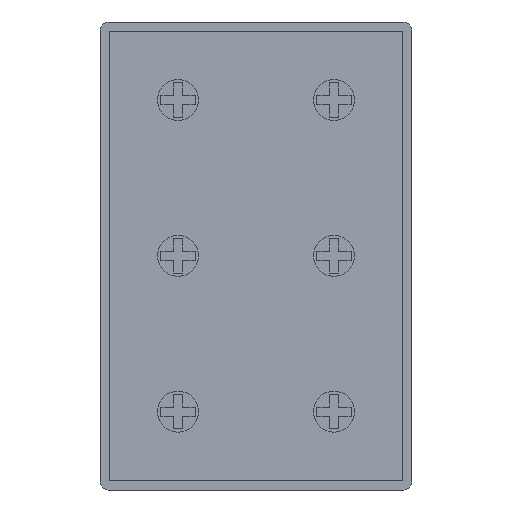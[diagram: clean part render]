
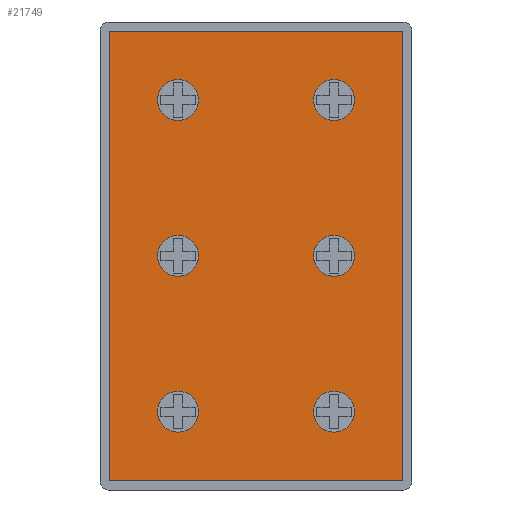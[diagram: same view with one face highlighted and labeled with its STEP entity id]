
A CAD part, front view. The second image highlights one B-rep face of the part: STEP entity #21749.
In plain terms, the highlighted planar face has unit normal (0, -1, 0).
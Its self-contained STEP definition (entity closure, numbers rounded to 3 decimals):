
#3044=FACE_BOUND('',#4375,.T.);
#3045=FACE_BOUND('',#4376,.T.);
#3046=FACE_BOUND('',#4377,.T.);
#3047=FACE_BOUND('',#4378,.T.);
#3048=FACE_BOUND('',#4379,.T.);
#3049=FACE_BOUND('',#4380,.T.);
#3089=CIRCLE('',#22984,2.5);
#3091=CIRCLE('',#22994,2.5);
#3092=CIRCLE('',#22995,2.5);
#3093=CIRCLE('',#22996,2.5);
#3094=CIRCLE('',#22997,2.5);
#3095=CIRCLE('',#22998,2.5);
#3145=FACE_OUTER_BOUND('',#4374,.T.);
#4374=EDGE_LOOP('',(#14542,#14543,#14544,#14545));
#4375=EDGE_LOOP('',(#14546));
#4376=EDGE_LOOP('',(#14547));
#4377=EDGE_LOOP('',(#14548));
#4378=EDGE_LOOP('',(#14549));
#4379=EDGE_LOOP('',(#14550));
#4380=EDGE_LOOP('',(#14551));
#5670=LINE('',#25290,#7154);
#5671=LINE('',#25292,#7155);
#5672=LINE('',#25294,#7156);
#5673=LINE('',#25295,#7157);
#7154=VECTOR('',#23298,10.);
#7155=VECTOR('',#23299,10.);
#7156=VECTOR('',#23300,10.);
#7157=VECTOR('',#23301,10.);
#8615=VERTEX_POINT('',#25248);
#8627=VERTEX_POINT('',#25288);
#8628=VERTEX_POINT('',#25289);
#8629=VERTEX_POINT('',#25291);
#8630=VERTEX_POINT('',#25293);
#8631=VERTEX_POINT('',#25296);
#8632=VERTEX_POINT('',#25298);
#8633=VERTEX_POINT('',#25300);
#8634=VERTEX_POINT('',#25302);
#8635=VERTEX_POINT('',#25304);
#10968=EDGE_CURVE('',#8615,#8615,#3089,.T.);
#10988=EDGE_CURVE('',#8627,#8628,#5670,.T.);
#10989=EDGE_CURVE('',#8629,#8627,#5671,.T.);
#10990=EDGE_CURVE('',#8630,#8629,#5672,.T.);
#10991=EDGE_CURVE('',#8628,#8630,#5673,.T.);
#10992=EDGE_CURVE('',#8631,#8631,#3091,.T.);
#10993=EDGE_CURVE('',#8632,#8632,#3092,.T.);
#10994=EDGE_CURVE('',#8633,#8633,#3093,.T.);
#10995=EDGE_CURVE('',#8634,#8634,#3094,.T.);
#10996=EDGE_CURVE('',#8635,#8635,#3095,.T.);
#14542=ORIENTED_EDGE('',*,*,#10988,.F.);
#14543=ORIENTED_EDGE('',*,*,#10989,.F.);
#14544=ORIENTED_EDGE('',*,*,#10990,.F.);
#14545=ORIENTED_EDGE('',*,*,#10991,.F.);
#14546=ORIENTED_EDGE('',*,*,#10992,.T.);
#14547=ORIENTED_EDGE('',*,*,#10993,.F.);
#14548=ORIENTED_EDGE('',*,*,#10994,.F.);
#14549=ORIENTED_EDGE('',*,*,#10995,.F.);
#14550=ORIENTED_EDGE('',*,*,#10996,.T.);
#14551=ORIENTED_EDGE('',*,*,#10968,.T.);
#21546=PLANE('',#22993);
#21749=ADVANCED_FACE('',(#3145,#3044,#3045,#3046,#3047,#3048,#3049),#21546,
 .F.);
#22984=AXIS2_PLACEMENT_3D('',#25249,#23260,#23261);
#22993=AXIS2_PLACEMENT_3D('',#25287,#23296,#23297);
#22994=AXIS2_PLACEMENT_3D('',#25297,#23302,#23303);
#22995=AXIS2_PLACEMENT_3D('',#25299,#23304,#23305);
#22996=AXIS2_PLACEMENT_3D('',#25301,#23306,#23307);
#22997=AXIS2_PLACEMENT_3D('',#25303,#23308,#23309);
#22998=AXIS2_PLACEMENT_3D('',#25305,#23310,#23311);
#23260=DIRECTION('center_axis',(0.,1.,0.));
#23261=DIRECTION('ref_axis',(1.,0.,0.));
#23296=DIRECTION('center_axis',(0.,1.,0.));
#23297=DIRECTION('ref_axis',(1.,0.,0.));
#23298=DIRECTION('',(0.,0.,1.));
#23299=DIRECTION('',(-1.,0.,0.));
#23300=DIRECTION('',(0.,0.,-1.));
#23301=DIRECTION('',(1.,0.,0.));
#23302=DIRECTION('center_axis',(0.,1.,0.));
#23303=DIRECTION('ref_axis',(1.,0.,0.));
#23304=DIRECTION('center_axis',(0.,-1.,0.));
#23305=DIRECTION('ref_axis',(1.,0.,0.));
#23306=DIRECTION('center_axis',(0.,-1.,0.));
#23307=DIRECTION('ref_axis',(1.,0.,0.));
#23308=DIRECTION('center_axis',(0.,-1.,0.));
#23309=DIRECTION('ref_axis',(1.,0.,0.));
#23310=DIRECTION('center_axis',(0.,1.,0.));
#23311=DIRECTION('ref_axis',(1.,0.,0.));
#25248=CARTESIAN_POINT('',(16.5,5.,-38.));
#25249=CARTESIAN_POINT('Origin',(19.,5.,-38.));
#25287=CARTESIAN_POINT('Origin',(9.5,5.,-19.025));
#25288=CARTESIAN_POINT('',(-8.4,5.,-46.45));
#25289=CARTESIAN_POINT('',(-8.4,5.,8.4));
#25290=CARTESIAN_POINT('',(-8.4,5.,-46.45));
#25291=CARTESIAN_POINT('',(27.4,5.,-46.45));
#25292=CARTESIAN_POINT('',(27.4,5.,-46.45));
#25293=CARTESIAN_POINT('',(27.4,5.,8.4));
#25294=CARTESIAN_POINT('',(27.4,5.,8.4));
#25295=CARTESIAN_POINT('',(-8.4,5.,8.4));
#25296=CARTESIAN_POINT('',(16.5,5.,-19.));
#25297=CARTESIAN_POINT('Origin',(19.,5.,-19.));
#25298=CARTESIAN_POINT('',(-2.5,5.,-19.));
#25299=CARTESIAN_POINT('Origin',(0.,5.,-19.));
#25300=CARTESIAN_POINT('',(-2.5,5.,0.));
#25301=CARTESIAN_POINT('Origin',(0.,5.,0.));
#25302=CARTESIAN_POINT('',(-2.5,5.,-38.));
#25303=CARTESIAN_POINT('Origin',(0.,5.,-38.));
#25304=CARTESIAN_POINT('',(16.5,5.,0.));
#25305=CARTESIAN_POINT('Origin',(19.,5.,0.));
